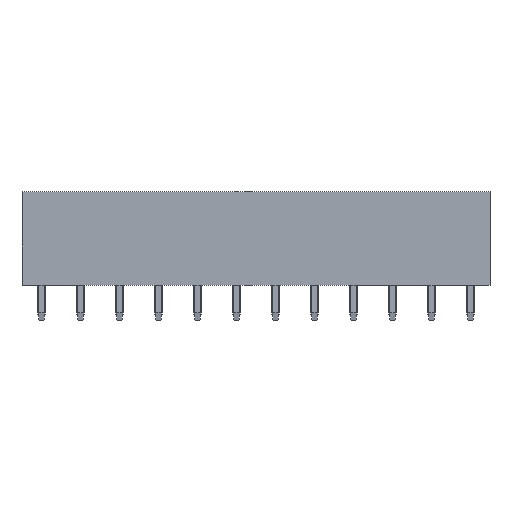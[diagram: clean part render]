
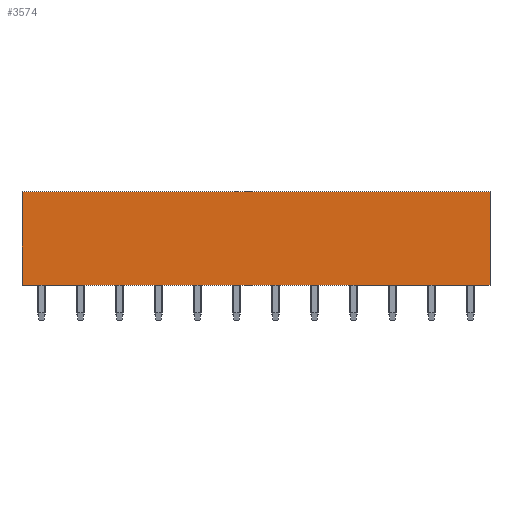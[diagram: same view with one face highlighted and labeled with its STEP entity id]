
A CAD part, front view. The second image highlights one B-rep face of the part: STEP entity #3574.
In plain terms, the highlighted planar face has unit normal (0, -1, 0).
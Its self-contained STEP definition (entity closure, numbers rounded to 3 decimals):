
#3561=AXIS2_PLACEMENT_3D('Plane Axis2P3D',#3558,#3559,#3560) ;
#959=CARTESIAN_POINT('Vertex',(60.,0.,4.5)) ;
#962=CARTESIAN_POINT('Line Origine',(30.,0.,4.5)) ;
#966=CARTESIAN_POINT('Vertex',(0.,0.,4.5)) ;
#1880=CARTESIAN_POINT('Vertex',(60.,0.,16.5)) ;
#1883=CARTESIAN_POINT('Line Origine',(60.,0.,10.5)) ;
#1939=CARTESIAN_POINT('Line Origine',(0.,0.,10.5)) ;
#1943=CARTESIAN_POINT('Vertex',(0.,0.,16.5)) ;
#3558=CARTESIAN_POINT('Axis2P3D Location',(0.,0.,4.5)) ;
#3563=CARTESIAN_POINT('Line Origine',(30.,0.,16.5)) ;
#963=DIRECTION('Vector Direction',(1.,0.,0.)) ;
#1884=DIRECTION('Vector Direction',(0.,0.,1.)) ;
#1940=DIRECTION('Vector Direction',(0.,0.,1.)) ;
#3559=DIRECTION('Axis2P3D Direction',(0.,1.,0.)) ;
#3560=DIRECTION('Axis2P3D XDirection',(0.,0.,1.)) ;
#3564=DIRECTION('Vector Direction',(1.,0.,0.)) ;
#964=VECTOR('Line Direction',#963,1.) ;
#1885=VECTOR('Line Direction',#1884,1.) ;
#1941=VECTOR('Line Direction',#1940,1.) ;
#3565=VECTOR('Line Direction',#3564,1.) ;
#3569=ORIENTED_EDGE('',*,*,#1887,.T.) ;
#3570=ORIENTED_EDGE('',*,*,#3567,.F.) ;
#3571=ORIENTED_EDGE('',*,*,#1945,.F.) ;
#3572=ORIENTED_EDGE('',*,*,#968,.T.) ;
#3574=ADVANCED_FACE('Housing',(#3573),#3562,.F.) ;
#968=EDGE_CURVE('',#967,#960,#965,.T.) ;
#1887=EDGE_CURVE('',#960,#1881,#1886,.T.) ;
#1945=EDGE_CURVE('',#967,#1944,#1942,.T.) ;
#3567=EDGE_CURVE('',#1944,#1881,#3566,.T.) ;
#3568=EDGE_LOOP('',(#3569,#3570,#3571,#3572)) ;
#3573=FACE_OUTER_BOUND('',#3568,.T.) ;
#965=LINE('Line',#962,#964) ;
#1886=LINE('Line',#1883,#1885) ;
#1942=LINE('Line',#1939,#1941) ;
#3566=LINE('Line',#3563,#3565) ;
#3562=PLANE('',#3561) ;
#960=VERTEX_POINT('',#959) ;
#967=VERTEX_POINT('',#966) ;
#1881=VERTEX_POINT('',#1880) ;
#1944=VERTEX_POINT('',#1943) ;
